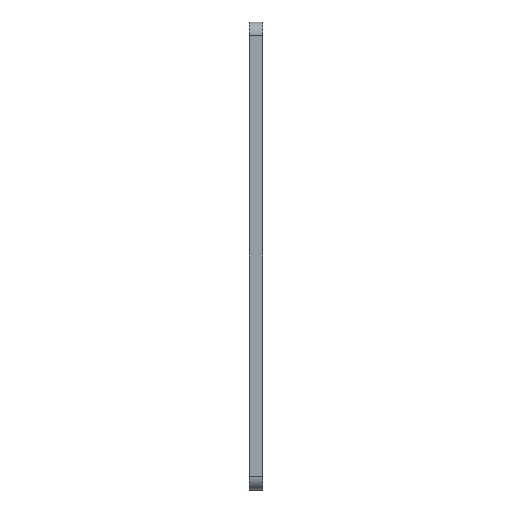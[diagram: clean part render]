
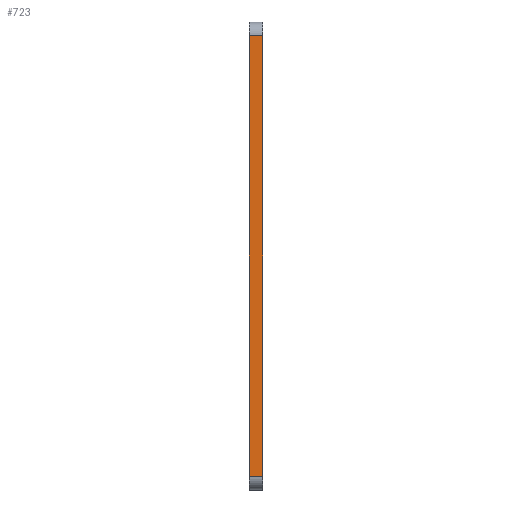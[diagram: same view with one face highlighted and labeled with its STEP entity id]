
A CAD part, left-side view. The second image highlights one B-rep face of the part: STEP entity #723.
In plain terms, the highlighted planar face has unit normal (-1, 0, 0).
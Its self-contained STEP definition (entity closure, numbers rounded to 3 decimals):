
#25 = EDGE_CURVE ( 'NONE', #393, #761, #321, .T. ) ;
#105 = EDGE_LOOP ( 'NONE', ( #140, #245, #122, #382 ) ) ;
#113 = DIRECTION ( 'NONE',  ( 0., 1., 0. ) ) ;
#122 = ORIENTED_EDGE ( 'NONE', *, *, #25, .T. ) ;
#140 = ORIENTED_EDGE ( 'NONE', *, *, #790, .F. ) ;
#180 = LINE ( 'NONE', #513, #270 ) ;
#182 = AXIS2_PLACEMENT_3D ( 'NONE', #794, #296, #496 ) ;
#245 = ORIENTED_EDGE ( 'NONE', *, *, #427, .T. ) ;
#265 = DIRECTION ( 'NONE',  ( 0., 0., 1. ) ) ;
#268 = VERTEX_POINT ( 'NONE', #665 ) ;
#270 = VECTOR ( 'NONE', #366, 1000. ) ;
#296 = DIRECTION ( 'NONE',  ( -1., 0., 0. ) ) ;
#303 = VERTEX_POINT ( 'NONE', #349 ) ;
#312 = CARTESIAN_POINT ( 'NONE',  ( -13., 0., -10.5 ) ) ;
#321 = LINE ( 'NONE', #534, #381 ) ;
#349 = CARTESIAN_POINT ( 'NONE',  ( -13., 2.5, 70.5 ) ) ;
#355 = CARTESIAN_POINT ( 'NONE',  ( -13., 0., 70.5 ) ) ;
#366 = DIRECTION ( 'NONE',  ( 0., -1., 0. ) ) ;
#381 = VECTOR ( 'NONE', #265, 1000. ) ;
#382 = ORIENTED_EDGE ( 'NONE', *, *, #737, .T. ) ;
#393 = VERTEX_POINT ( 'NONE', #312 ) ;
#396 = VECTOR ( 'NONE', #533, 1000. ) ;
#419 = VECTOR ( 'NONE', #113, 1000. ) ;
#427 = EDGE_CURVE ( 'NONE', #268, #393, #180, .T. ) ;
#434 = PLANE ( 'NONE',  #182 ) ;
#496 = DIRECTION ( 'NONE',  ( 0., 0., 1. ) ) ;
#513 = CARTESIAN_POINT ( 'NONE',  ( -13., 0., -10.5 ) ) ;
#517 = CARTESIAN_POINT ( 'NONE',  ( -13., 2.5, -13. ) ) ;
#533 = DIRECTION ( 'NONE',  ( 0., 0., 1. ) ) ;
#534 = CARTESIAN_POINT ( 'NONE',  ( -13., 0., -13. ) ) ;
#548 = FACE_OUTER_BOUND ( 'NONE', #105, .T. ) ;
#650 = LINE ( 'NONE', #517, #396 ) ;
#665 = CARTESIAN_POINT ( 'NONE',  ( -13., 2.5, -10.5 ) ) ;
#723 = ADVANCED_FACE ( 'NONE', ( #548 ), #434, .T. ) ;
#731 = LINE ( 'NONE', #355, #419 ) ;
#734 = CARTESIAN_POINT ( 'NONE',  ( -13., 0., 70.5 ) ) ;
#737 = EDGE_CURVE ( 'NONE', #761, #303, #731, .T. ) ;
#761 = VERTEX_POINT ( 'NONE', #734 ) ;
#790 = EDGE_CURVE ( 'NONE', #268, #303, #650, .T. ) ;
#794 = CARTESIAN_POINT ( 'NONE',  ( -13., 0., -13. ) ) ;
